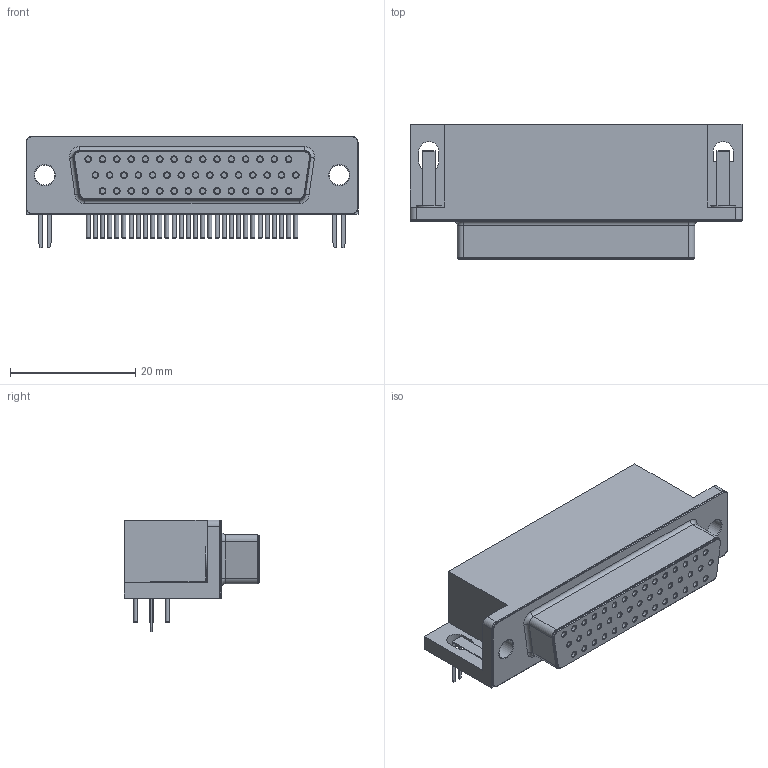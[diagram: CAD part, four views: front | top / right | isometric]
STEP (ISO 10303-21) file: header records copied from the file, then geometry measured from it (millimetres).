
FILE_DESCRIPTION(/* description */ ('model of DSUB-44-HD_Socket_Horizontal_P2.29x2.54mm_EdgePinOffset8.35mm_Housed_MountingHolesOffset10.89mm'),/* implementation_level */ '2;1');
FILE_NAME(/* name */ 'DSUB-44-HD_Socket_Horizontal_P2.29x2.54mm_EdgePinOffset8.35mm_Housed_MountingHolesOffset10.89mm.step',/* time_stamp */ '1970-01-01T00:00:00',/* author */ ('KiCAD','kicad'),/* organization */ ('OCCT'),/* preprocessor_version */ '',/* originating_system */ 'KiCAD',/* authorisation */ '');
FILE_SCHEMA(('AUTOMOTIVE_DESIGN { 1 0 10303 214 1 1 1 1 }'));
Length unit declared in the file: millimetre
Products named in the file (1): DSUB-44-HD_Socket_Horizontal_P2.29x2.54mm_EdgePinOffset8.35mm_Housed_ MountingHolesOffset10.89mm
Bounding box: 53.1 x 21.63 x 17.9 mm (x, y, z)
Volume: 10523.2 mm3; surface area: 5112.9 mm2
Topology: 1 solids, 2 shells, 398 faces, 784 edges, 478 vertices
Faces by surface type: plane 165, cylinder 123, torus 54, cone 52, revolution 4
Full cylindrical faces by diameter (mm): 0.64 x44, 0.853 x44, 3.2 x2, 4 x2
Entity records: 8057 total; most frequent: CARTESIAN_POINT 1586, ORIENTED_EDGE 1308, EDGE_CURVE 784, AXIS2_PLACEMENT_3D 706, FACE_BOUND 498, EDGE_LOOP 498, VERTEX_POINT 478, CIRCLE 402
